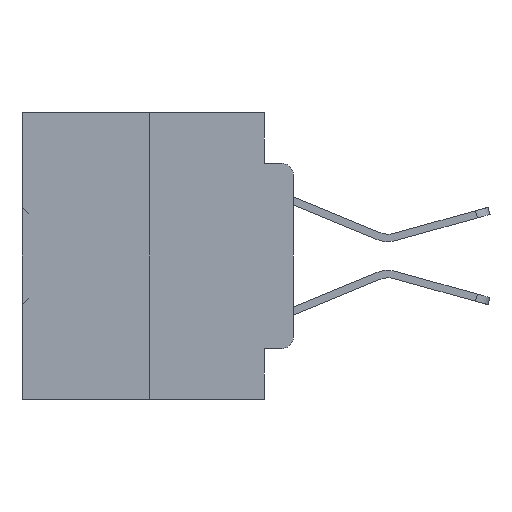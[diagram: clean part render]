
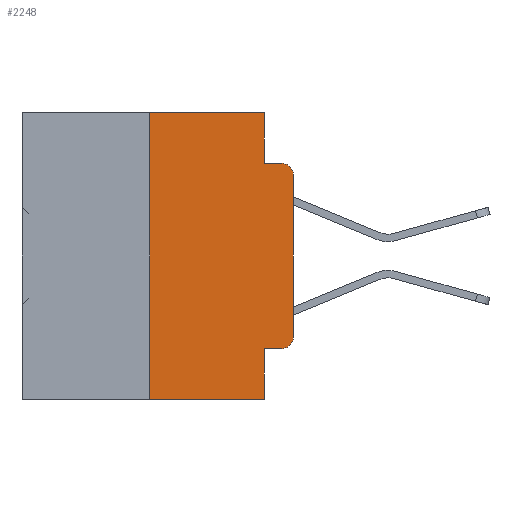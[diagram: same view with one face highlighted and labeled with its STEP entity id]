
A CAD part, left-side view. The second image highlights one B-rep face of the part: STEP entity #2248.
In plain terms, the highlighted planar face has unit normal (-1, 0, 0).
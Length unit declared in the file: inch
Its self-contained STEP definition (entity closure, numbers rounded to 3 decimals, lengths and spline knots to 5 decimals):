
#152 = VERTEX_POINT ( 'NONE', #34760 ) ;
#884 = EDGE_LOOP ( 'NONE', ( #16333, #31139, #20227, #19779, #11540, #9505, #4799, #21729, #13551, #13415 ) ) ;
#956 = CARTESIAN_POINT ( 'NONE',  ( 0., 0.051, 0. ) ) ;
#1972 = CARTESIAN_POINT ( 'NONE',  ( 0., 0.051, -0.0885 ) ) ;
#2248 = ADVANCED_FACE ( 'NONE', ( #37974 ), #31284, .F. ) ;
#2307 = EDGE_CURVE ( 'NONE', #35386, #31740, #32653, .T. ) ;
#3157 = EDGE_CURVE ( 'NONE', #15008, #21620, #12056, .T. ) ;
#3306 = CARTESIAN_POINT ( 'NONE',  ( 0., 0.473, -0.5 ) ) ;
#3360 = DIRECTION ( 'NONE',  ( 0., 0., 1. ) ) ;
#3835 = VECTOR ( 'NONE', #24041, 39.37008 ) ;
#4799 = ORIENTED_EDGE ( 'NONE', *, *, #18649, .T. ) ;
#4878 = VECTOR ( 'NONE', #17558, 39.37008 ) ;
#5120 = LINE ( 'NONE', #5505, #4878 ) ;
#5293 = LINE ( 'NONE', #38247, #23631 ) ;
#5408 = CARTESIAN_POINT ( 'NONE',  ( 0., 0.02, -0.1085 ) ) ;
#5505 = CARTESIAN_POINT ( 'NONE',  ( 0., 0.473, 0. ) ) ;
#6519 = DIRECTION ( 'NONE',  ( 0., 0., 1. ) ) ;
#6830 = EDGE_CURVE ( 'NONE', #21277, #28054, #10689, .T. ) ;
#8457 = LINE ( 'NONE', #36260, #3835 ) ;
#9505 = ORIENTED_EDGE ( 'NONE', *, *, #3157, .F. ) ;
#9899 = DIRECTION ( 'NONE',  ( 0., 0., -1. ) ) ;
#10689 = LINE ( 'NONE', #13445, #25328 ) ;
#11082 = CARTESIAN_POINT ( 'NONE',  ( 0., 0.02, -0.4115 ) ) ;
#11304 = CARTESIAN_POINT ( 'NONE',  ( 0., 0.25, -0.5 ) ) ;
#11415 = DIRECTION ( 'NONE',  ( 0., -1., 0. ) ) ;
#11540 = ORIENTED_EDGE ( 'NONE', *, *, #12946, .F. ) ;
#11866 = VERTEX_POINT ( 'NONE', #36221 ) ;
#12056 = LINE ( 'NONE', #27451, #26309 ) ;
#12272 = EDGE_CURVE ( 'NONE', #152, #11866, #28175, .T. ) ;
#12863 = CARTESIAN_POINT ( 'NONE',  ( 0., 0.051, -0.5 ) ) ;
#12946 = EDGE_CURVE ( 'NONE', #21620, #30090, #5120, .T. ) ;
#13226 = CARTESIAN_POINT ( 'NONE',  ( 0., 0.051, 0. ) ) ;
#13301 = VECTOR ( 'NONE', #15347, 39.37008 ) ;
#13415 = ORIENTED_EDGE ( 'NONE', *, *, #2307, .T. ) ;
#13445 = CARTESIAN_POINT ( 'NONE',  ( 0., 0.051, 0. ) ) ;
#13551 = ORIENTED_EDGE ( 'NONE', *, *, #36929, .T. ) ;
#14489 = DIRECTION ( 'NONE',  ( -1., 0., 0. ) ) ;
#14684 = DIRECTION ( 'NONE',  ( 0., 0., -1. ) ) ;
#15008 = VERTEX_POINT ( 'NONE', #11304 ) ;
#15347 = DIRECTION ( 'NONE',  ( 0., -1., 0. ) ) ;
#16333 = ORIENTED_EDGE ( 'NONE', *, *, #19524, .T. ) ;
#17558 = DIRECTION ( 'NONE',  ( 0., -1., 0. ) ) ;
#18091 = VERTEX_POINT ( 'NONE', #1972 ) ;
#18138 = CARTESIAN_POINT ( 'NONE',  ( 0., 0., -0.3915 ) ) ;
#18649 = EDGE_CURVE ( 'NONE', #15008, #28054, #30368, .T. ) ;
#19067 = AXIS2_PLACEMENT_3D ( 'NONE', #37190, #22793, #31858 ) ;
#19151 = DIRECTION ( 'NONE',  ( 0., 0., -1. ) ) ;
#19524 = EDGE_CURVE ( 'NONE', #31740, #152, #21721, .T. ) ;
#19779 = ORIENTED_EDGE ( 'NONE', *, *, #30041, .F. ) ;
#20164 = CARTESIAN_POINT ( 'NONE',  ( 0., 0.25, 0. ) ) ;
#20227 = ORIENTED_EDGE ( 'NONE', *, *, #32715, .F. ) ;
#21277 = VERTEX_POINT ( 'NONE', #26303 ) ;
#21305 = AXIS2_PLACEMENT_3D ( 'NONE', #34280, #22253, #37630 ) ;
#21620 = VERTEX_POINT ( 'NONE', #20164 ) ;
#21721 = LINE ( 'NONE', #21921, #37318 ) ;
#21729 = ORIENTED_EDGE ( 'NONE', *, *, #6830, .F. ) ;
#21921 = CARTESIAN_POINT ( 'NONE',  ( 0., 0., 0. ) ) ;
#22253 = DIRECTION ( 'NONE',  ( -1., 0., 0. ) ) ;
#22793 = DIRECTION ( 'NONE',  ( 1., 0., 0. ) ) ;
#23631 = VECTOR ( 'NONE', #11415, 39.37008 ) ;
#24041 = DIRECTION ( 'NONE',  ( 0., -1., 0. ) ) ;
#25328 = VECTOR ( 'NONE', #9899, 39.37008 ) ;
#26303 = CARTESIAN_POINT ( 'NONE',  ( 0., 0.051, -0.4115 ) ) ;
#26309 = VECTOR ( 'NONE', #3360, 39.37008 ) ;
#27451 = CARTESIAN_POINT ( 'NONE',  ( 0., 0.25, 0. ) ) ;
#28054 = VERTEX_POINT ( 'NONE', #12863 ) ;
#28175 = CIRCLE ( 'NONE', #29412, 0.02 ) ;
#29412 = AXIS2_PLACEMENT_3D ( 'NONE', #5408, #14489, #14684 ) ;
#30041 = EDGE_CURVE ( 'NONE', #30090, #18091, #36701, .T. ) ;
#30090 = VERTEX_POINT ( 'NONE', #13226 ) ;
#30368 = LINE ( 'NONE', #3306, #13301 ) ;
#31139 = ORIENTED_EDGE ( 'NONE', *, *, #12272, .T. ) ;
#31284 = PLANE ( 'NONE',  #19067 ) ;
#31740 = VERTEX_POINT ( 'NONE', #18138 ) ;
#31858 = DIRECTION ( 'NONE',  ( 0., 0., -1. ) ) ;
#32653 = CIRCLE ( 'NONE', #21305, 0.02 ) ;
#32715 = EDGE_CURVE ( 'NONE', #18091, #11866, #8457, .T. ) ;
#33391 = VECTOR ( 'NONE', #19151, 39.37008 ) ;
#34280 = CARTESIAN_POINT ( 'NONE',  ( 0., 0.02, -0.3915 ) ) ;
#34760 = CARTESIAN_POINT ( 'NONE',  ( 0., 0., -0.1085 ) ) ;
#35386 = VERTEX_POINT ( 'NONE', #11082 ) ;
#36221 = CARTESIAN_POINT ( 'NONE',  ( 0., 0.02, -0.0885 ) ) ;
#36260 = CARTESIAN_POINT ( 'NONE',  ( 0., 0.051, -0.0885 ) ) ;
#36701 = LINE ( 'NONE', #956, #33391 ) ;
#36929 = EDGE_CURVE ( 'NONE', #21277, #35386, #5293, .T. ) ;
#37190 = CARTESIAN_POINT ( 'NONE',  ( 0., 0.473, 0. ) ) ;
#37318 = VECTOR ( 'NONE', #6519, 39.37008 ) ;
#37630 = DIRECTION ( 'NONE',  ( 0., 0., -1. ) ) ;
#37974 = FACE_OUTER_BOUND ( 'NONE', #884, .T. ) ;
#38247 = CARTESIAN_POINT ( 'NONE',  ( 0., 0.051, -0.4115 ) ) ;
